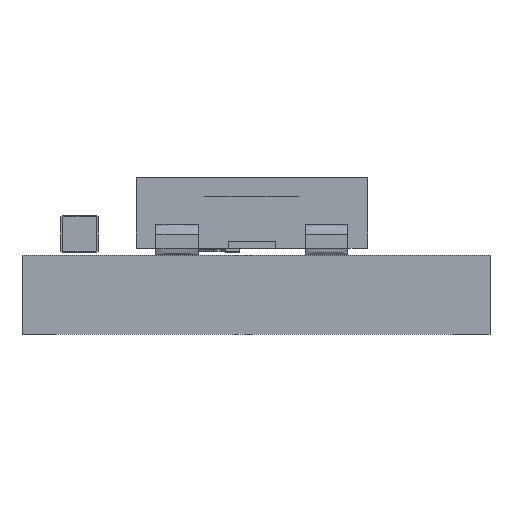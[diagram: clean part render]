
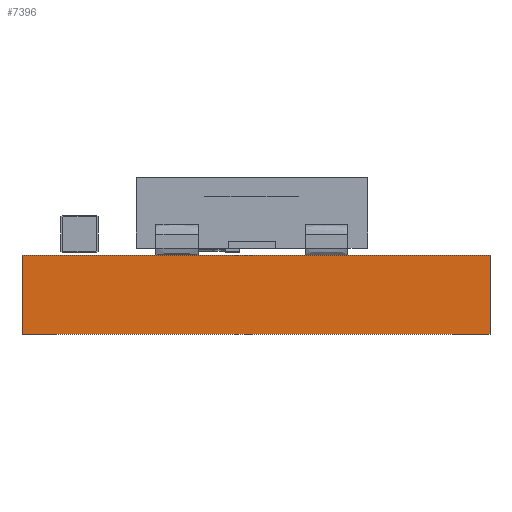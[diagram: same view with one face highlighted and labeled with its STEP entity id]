
A CAD part, front view. The second image highlights one B-rep face of the part: STEP entity #7396.
In plain terms, the highlighted planar face has unit normal (0, -1, 0).
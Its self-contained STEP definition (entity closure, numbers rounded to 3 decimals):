
#6539 = VERTEX_POINT('',#6540);
#6540 = CARTESIAN_POINT('',(-5.,-125.,0.));
#6549 = PLANE('',#6550);
#6550 = AXIS2_PLACEMENT_3D('',#6551,#6552,#6553);
#6551 = CARTESIAN_POINT('',(-5.,-125.,0.));
#6552 = DIRECTION('',(-1.,0.,0.));
#6553 = DIRECTION('',(0.,1.,0.));
#6561 = PLANE('',#6562);
#6562 = AXIS2_PLACEMENT_3D('',#6563,#6564,#6565);
#6563 = CARTESIAN_POINT('',(0.,0.,0.));
#6564 = DIRECTION('',(-0.,-0.,-1.));
#6565 = DIRECTION('',(-1.,0.,0.));
#6573 = EDGE_CURVE('',#6539,#6574,#6576,.T.);
#6574 = VERTEX_POINT('',#6575);
#6575 = CARTESIAN_POINT('',(-5.,-125.,1.69));
#6576 = SURFACE_CURVE('',#6577,(#6581,#6588),.PCURVE_S1.);
#6577 = LINE('',#6578,#6579);
#6578 = CARTESIAN_POINT('',(-5.,-125.,0.));
#6579 = VECTOR('',#6580,1.);
#6580 = DIRECTION('',(0.,0.,1.));
#6581 = PCURVE('',#6549,#6582);
#6582 = DEFINITIONAL_REPRESENTATION('',(#6583),#6587);
#6583 = LINE('',#6584,#6585);
#6584 = CARTESIAN_POINT('',(0.,0.));
#6585 = VECTOR('',#6586,1.);
#6586 = DIRECTION('',(0.,-1.));
#6587 = ( GEOMETRIC_REPRESENTATION_CONTEXT(2) 
PARAMETRIC_REPRESENTATION_CONTEXT() REPRESENTATION_CONTEXT('2D SPACE',''
  ) );
#6588 = PCURVE('',#6589,#6594);
#6589 = PLANE('',#6590);
#6590 = AXIS2_PLACEMENT_3D('',#6591,#6592,#6593);
#6591 = CARTESIAN_POINT('',(5.,-125.,0.));
#6592 = DIRECTION('',(0.,-1.,0.));
#6593 = DIRECTION('',(-1.,0.,0.));
#6594 = DEFINITIONAL_REPRESENTATION('',(#6595),#6599);
#6595 = LINE('',#6596,#6597);
#6596 = CARTESIAN_POINT('',(10.,0.));
#6597 = VECTOR('',#6598,1.);
#6598 = DIRECTION('',(0.,-1.));
#6599 = ( GEOMETRIC_REPRESENTATION_CONTEXT(2) 
PARAMETRIC_REPRESENTATION_CONTEXT() REPRESENTATION_CONTEXT('2D SPACE',''
  ) );
#6617 = PLANE('',#6618);
#6618 = AXIS2_PLACEMENT_3D('',#6619,#6620,#6621);
#6619 = CARTESIAN_POINT('',(0.,0.,1.69));
#6620 = DIRECTION('',(-0.,-0.,-1.));
#6621 = DIRECTION('',(-1.,0.,0.));
#6656 = EDGE_CURVE('',#6657,#6539,#6659,.T.);
#6657 = VERTEX_POINT('',#6658);
#6658 = CARTESIAN_POINT('',(5.,-125.,0.));
#6659 = SURFACE_CURVE('',#6660,(#6664,#6671),.PCURVE_S1.);
#6660 = LINE('',#6661,#6662);
#6661 = CARTESIAN_POINT('',(5.,-125.,0.));
#6662 = VECTOR('',#6663,1.);
#6663 = DIRECTION('',(-1.,0.,0.));
#6664 = PCURVE('',#6561,#6665);
#6665 = DEFINITIONAL_REPRESENTATION('',(#6666),#6670);
#6666 = LINE('',#6667,#6668);
#6667 = CARTESIAN_POINT('',(-5.,-125.));
#6668 = VECTOR('',#6669,1.);
#6669 = DIRECTION('',(1.,0.));
#6670 = ( GEOMETRIC_REPRESENTATION_CONTEXT(2) 
PARAMETRIC_REPRESENTATION_CONTEXT() REPRESENTATION_CONTEXT('2D SPACE',''
  ) );
#6671 = PCURVE('',#6589,#6672);
#6672 = DEFINITIONAL_REPRESENTATION('',(#6673),#6677);
#6673 = LINE('',#6674,#6675);
#6674 = CARTESIAN_POINT('',(0.,-0.));
#6675 = VECTOR('',#6676,1.);
#6676 = DIRECTION('',(1.,0.));
#6677 = ( GEOMETRIC_REPRESENTATION_CONTEXT(2) 
PARAMETRIC_REPRESENTATION_CONTEXT() REPRESENTATION_CONTEXT('2D SPACE',''
  ) );
#7027 = PLANE('',#7028);
#7028 = AXIS2_PLACEMENT_3D('',#7029,#7030,#7031);
#7029 = CARTESIAN_POINT('',(5.,125.,0.));
#7030 = DIRECTION('',(1.,0.,-0.));
#7031 = DIRECTION('',(0.,-1.,0.));
#7096 = EDGE_CURVE('',#7097,#6574,#7099,.T.);
#7097 = VERTEX_POINT('',#7098);
#7098 = CARTESIAN_POINT('',(5.,-125.,1.69));
#7099 = SURFACE_CURVE('',#7100,(#7104,#7111),.PCURVE_S1.);
#7100 = LINE('',#7101,#7102);
#7101 = CARTESIAN_POINT('',(5.,-125.,1.69));
#7102 = VECTOR('',#7103,1.);
#7103 = DIRECTION('',(-1.,0.,0.));
#7104 = PCURVE('',#6617,#7105);
#7105 = DEFINITIONAL_REPRESENTATION('',(#7106),#7110);
#7106 = LINE('',#7107,#7108);
#7107 = CARTESIAN_POINT('',(-5.,-125.));
#7108 = VECTOR('',#7109,1.);
#7109 = DIRECTION('',(1.,0.));
#7110 = ( GEOMETRIC_REPRESENTATION_CONTEXT(2) 
PARAMETRIC_REPRESENTATION_CONTEXT() REPRESENTATION_CONTEXT('2D SPACE',''
  ) );
#7111 = PCURVE('',#6589,#7112);
#7112 = DEFINITIONAL_REPRESENTATION('',(#7113),#7117);
#7113 = LINE('',#7114,#7115);
#7114 = CARTESIAN_POINT('',(0.,-1.69));
#7115 = VECTOR('',#7116,1.);
#7116 = DIRECTION('',(1.,0.));
#7117 = ( GEOMETRIC_REPRESENTATION_CONTEXT(2) 
PARAMETRIC_REPRESENTATION_CONTEXT() REPRESENTATION_CONTEXT('2D SPACE',''
  ) );
#7396 = ADVANCED_FACE('',(#7397),#6589,.T.);
#7397 = FACE_BOUND('',#7398,.T.);
#7398 = EDGE_LOOP('',(#7399,#7420,#7421,#7422));
#7399 = ORIENTED_EDGE('',*,*,#7400,.T.);
#7400 = EDGE_CURVE('',#6657,#7097,#7401,.T.);
#7401 = SURFACE_CURVE('',#7402,(#7406,#7413),.PCURVE_S1.);
#7402 = LINE('',#7403,#7404);
#7403 = CARTESIAN_POINT('',(5.,-125.,0.));
#7404 = VECTOR('',#7405,1.);
#7405 = DIRECTION('',(0.,0.,1.));
#7406 = PCURVE('',#6589,#7407);
#7407 = DEFINITIONAL_REPRESENTATION('',(#7408),#7412);
#7408 = LINE('',#7409,#7410);
#7409 = CARTESIAN_POINT('',(0.,-0.));
#7410 = VECTOR('',#7411,1.);
#7411 = DIRECTION('',(0.,-1.));
#7412 = ( GEOMETRIC_REPRESENTATION_CONTEXT(2) 
PARAMETRIC_REPRESENTATION_CONTEXT() REPRESENTATION_CONTEXT('2D SPACE',''
  ) );
#7413 = PCURVE('',#7027,#7414);
#7414 = DEFINITIONAL_REPRESENTATION('',(#7415),#7419);
#7415 = LINE('',#7416,#7417);
#7416 = CARTESIAN_POINT('',(250.,0.));
#7417 = VECTOR('',#7418,1.);
#7418 = DIRECTION('',(0.,-1.));
#7419 = ( GEOMETRIC_REPRESENTATION_CONTEXT(2) 
PARAMETRIC_REPRESENTATION_CONTEXT() REPRESENTATION_CONTEXT('2D SPACE',''
  ) );
#7420 = ORIENTED_EDGE('',*,*,#7096,.T.);
#7421 = ORIENTED_EDGE('',*,*,#6573,.F.);
#7422 = ORIENTED_EDGE('',*,*,#6656,.F.);
